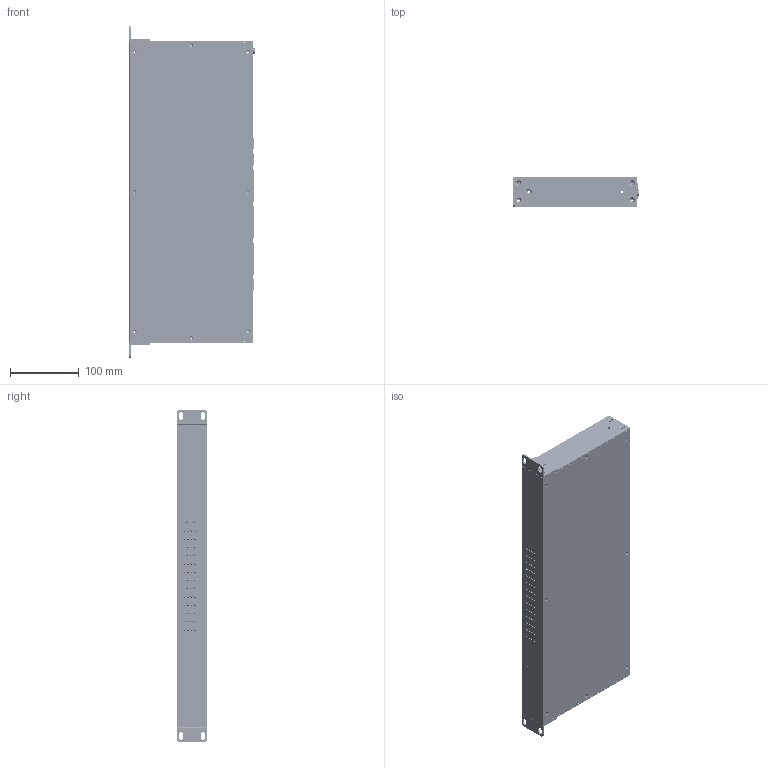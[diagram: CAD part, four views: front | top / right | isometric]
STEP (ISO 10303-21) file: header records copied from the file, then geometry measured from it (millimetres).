
FILE_DESCRIPTION((''),'2;1');
FILE_NAME('000-KPS3224A-2T24D_ASM','2023-12-19T',('changdong'),(''),'PRO/ENGINEER BY PARAMETRIC TECHNOLOGY CORPORATION, 2015240','PRO/ENGINEER BY PARAMETRIC TECHNOLOGY CORPORATION, 2015240','');
FILE_SCHEMA(('CONFIG_CONTROL_DESIGN'));
Products named in the file (28): CEBAN-2; DIBAN; GAIBAN; PRODUCT_262629-C; PRODUCT_265008-C; QIANMIANBAN-KPS3224A-2T24D; HOUMIANBAN-KPS3224A-2T24D; 1U-ZIKUANG_ASM; PCB-000-KPS3224A-2T24D; WANGK-2X12-381-N; 104102010-1-4LED-LEK; BK56LED-ZLC_RJ45; CVM_3D_1-RJ; 3D_RJ45_ASM; E56131207_3D_SPR1-RJ45_ASM; 106020004-RESET-ZHAOHUA; 2-0PAIMU; 2-0PAIZHEN; RS485; RS232; 3-96DIANYUANDUANZI; T507HEXINBAN; PCB-000-KPS3224A-2T24D_ASM; DIANYUANBAN-PCB; PWR-LD20-ZHEN; 107010820; DIANYUAN-PCBA_ASM; 000-KPS3224A-2T24D_ASM
Assembly tree (84 placements, depth 5):
  000-KPS3224A-2T24D_ASM
    1U-ZIKUANG_ASM
      CEBAN-2  x2
      DIBAN
      GAIBAN
      PRODUCT_262629-C  x4
      PRODUCT_265008-C  x2
      QIANMIANBAN-KPS3224A-2T24D
      HOUMIANBAN-KPS3224A-2T24D
    PCB-000-KPS3224A-2T24D_ASM
      PCB-000-KPS3224A-2T24D
      WANGK-2X12-381-N  x3
      104102010-1-4LED-LEK  x14
      E56131207_3D_SPR1-RJ45_ASM  x3
        3D_RJ45_ASM
          BK56LED-ZLC_RJ45
          CVM_3D_1-RJ
      106020004-RESET-ZHAOHUA
      2-0PAIMU  x12
      2-0PAIZHEN  x12
      RS485  x8
      RS232  x4
      3-96DIANYUANDUANZI  x2
      T507HEXINBAN
    DIANYUAN-PCBA_ASM  x2
      DIANYUANBAN-PCB
      PWR-LD20-ZHEN
      107010820
      3-96DIANYUANDUANZI
Bounding box: 182 x 44 x 482.6 mm (x, y, z)
Volume: 597372.2 mm3; surface area: 691180.1 mm2
Topology: 104 solids, 104 shells, 11705 faces, 30143 edges, 19501 vertices
Faces by surface type: plane 7815, cylinder 3510, bspline 156, sphere 112, cone 100, torus 12
Entity records: 120189 total; most frequent: CARTESIAN_POINT 23303, DIRECTION 19900, ORIENTED_EDGE 19830, EDGE_CURVE 9915, VECTOR 7216, LINE 7216, VERTEX_POINT 6396, AXIS2_PLACEMENT_3D 6342
